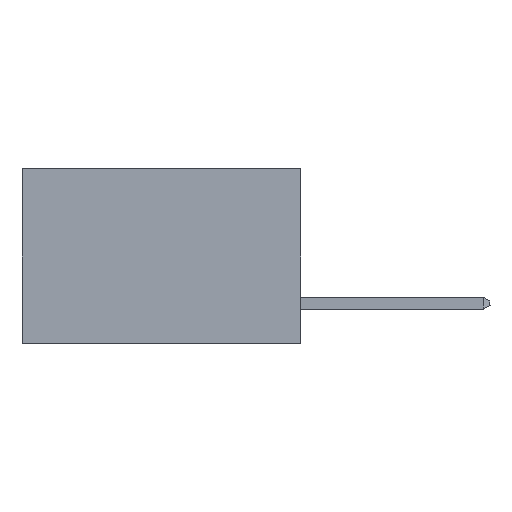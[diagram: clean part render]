
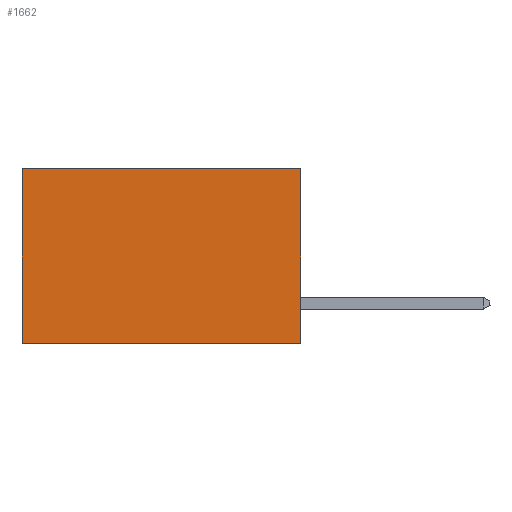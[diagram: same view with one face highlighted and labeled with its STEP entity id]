
A CAD part, left-side view. The second image highlights one B-rep face of the part: STEP entity #1662.
In plain terms, the highlighted planar face has unit normal (-1, 0, 0).
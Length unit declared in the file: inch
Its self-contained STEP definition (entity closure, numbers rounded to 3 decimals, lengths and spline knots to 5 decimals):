
#806 = VECTOR ( 'NONE', #7412, 39.37008 ) ;
#1193 = EDGE_LOOP ( 'NONE', ( #20249, #1279, #20403, #5640 ) ) ;
#1279 = ORIENTED_EDGE ( 'NONE', *, *, #16599, .F. ) ;
#1662 = ADVANCED_FACE ( 'NONE', ( #15080 ), #5133, .F. ) ;
#2523 = VERTEX_POINT ( 'NONE', #20061 ) ;
#2625 = VERTEX_POINT ( 'NONE', #5556 ) ;
#5133 = PLANE ( 'NONE',  #8749 ) ;
#5556 = CARTESIAN_POINT ( 'NONE',  ( 0.277, 0., 0. ) ) ;
#5616 = DIRECTION ( 'NONE',  ( 0., 1., 0. ) ) ;
#5640 = ORIENTED_EDGE ( 'NONE', *, *, #12407, .T. ) ;
#6997 = VECTOR ( 'NONE', #20223, 39.37008 ) ;
#7092 = CARTESIAN_POINT ( 'NONE',  ( 0.277, 0., 0. ) ) ;
#7412 = DIRECTION ( 'NONE',  ( 0., 0., -1. ) ) ;
#7637 = VECTOR ( 'NONE', #5616, 39.37008 ) ;
#7685 = DIRECTION ( 'NONE',  ( 1., 0., 0. ) ) ;
#8717 = DIRECTION ( 'NONE',  ( 0., 1., 0. ) ) ;
#8749 = AXIS2_PLACEMENT_3D ( 'NONE', #20372, #7685, #20393 ) ;
#11128 = LINE ( 'NONE', #7092, #18888 ) ;
#11252 = LINE ( 'NONE', #17157, #6997 ) ;
#11847 = EDGE_CURVE ( 'NONE', #15721, #20264, #13597, .T. ) ;
#11860 = LINE ( 'NONE', #16651, #7637 ) ;
#12407 = EDGE_CURVE ( 'NONE', #2625, #15721, #11128, .T. ) ;
#13597 = LINE ( 'NONE', #16846, #806 ) ;
#15080 = FACE_OUTER_BOUND ( 'NONE', #1193, .T. ) ;
#15721 = VERTEX_POINT ( 'NONE', #15862 ) ;
#15862 = CARTESIAN_POINT ( 'NONE',  ( 0.277, 0.59, 0. ) ) ;
#16599 = EDGE_CURVE ( 'NONE', #2523, #20264, #11860, .T. ) ;
#16651 = CARTESIAN_POINT ( 'NONE',  ( 0.277, 0., -0.37 ) ) ;
#16846 = CARTESIAN_POINT ( 'NONE',  ( 0.277, 0.59, -0.37 ) ) ;
#16995 = CARTESIAN_POINT ( 'NONE',  ( 0.277, 0.59, -0.37 ) ) ;
#17157 = CARTESIAN_POINT ( 'NONE',  ( 0.277, 0., -0.37 ) ) ;
#18888 = VECTOR ( 'NONE', #8717, 39.37008 ) ;
#19099 = EDGE_CURVE ( 'NONE', #2625, #2523, #11252, .T. ) ;
#20061 = CARTESIAN_POINT ( 'NONE',  ( 0.277, 0., -0.37 ) ) ;
#20223 = DIRECTION ( 'NONE',  ( 0., 0., -1. ) ) ;
#20249 = ORIENTED_EDGE ( 'NONE', *, *, #11847, .T. ) ;
#20264 = VERTEX_POINT ( 'NONE', #16995 ) ;
#20372 = CARTESIAN_POINT ( 'NONE',  ( 0.277, 0., -0.37 ) ) ;
#20393 = DIRECTION ( 'NONE',  ( 0., 0., -1. ) ) ;
#20403 = ORIENTED_EDGE ( 'NONE', *, *, #19099, .F. ) ;
